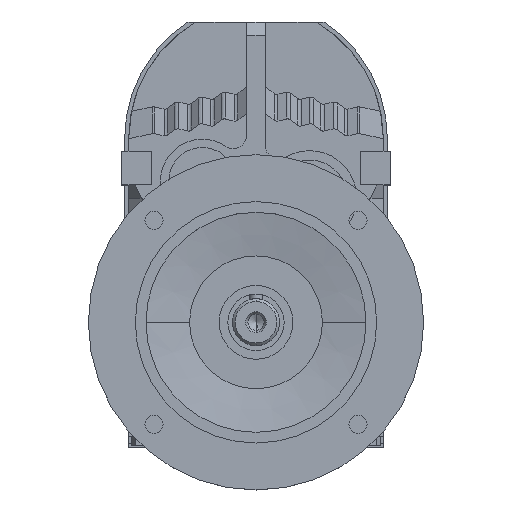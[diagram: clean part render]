
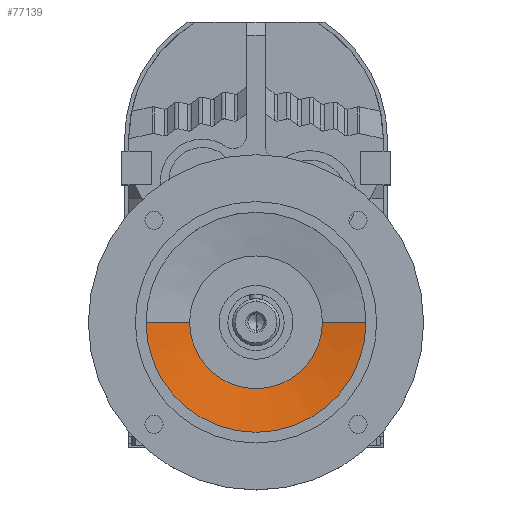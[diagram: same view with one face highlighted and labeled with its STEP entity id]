
A CAD part, top view. The second image highlights one B-rep face of the part: STEP entity #77139.
In plain terms, the highlighted conical face has half-angle 80.395 degrees and reference radius 82 mm.
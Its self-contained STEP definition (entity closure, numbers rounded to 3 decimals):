
#76080 = CYLINDRICAL_SURFACE('',#76081,82.);
#76081 = AXIS2_PLACEMENT_3D('',#76082,#76083,#76084);
#76082 = CARTESIAN_POINT('',(0.,-136.,0.));
#76083 = DIRECTION('',(0.,0.,-1.));
#76084 = DIRECTION('',(-1.,0.,0.));
#76490 = VERTEX_POINT('',#76491);
#76491 = CARTESIAN_POINT('',(-82.,-136.,167.5));
#76510 = EDGE_CURVE('',#76511,#76490,#76513,.T.);
#76511 = VERTEX_POINT('',#76512);
#76512 = CARTESIAN_POINT('',(82.,-136.,167.5));
#76513 = SURFACE_CURVE('',#76514,(#76519,#76525),.PCURVE_S1.);
#76514 = CIRCLE('',#76515,82.);
#76515 = AXIS2_PLACEMENT_3D('',#76516,#76517,#76518);
#76516 = CARTESIAN_POINT('',(0.,-136.,167.5));
#76517 = DIRECTION('',(0.,0.,-1.));
#76518 = DIRECTION('',(-1.,0.,0.));
#76519 = PCURVE('',#76080,#76520);
#76520 = DEFINITIONAL_REPRESENTATION('',(#76521),#76524);
#76521 = B_SPLINE_CURVE_WITH_KNOTS('',1,(#76522,#76523),.UNSPECIFIED.,
  .F.,.F.,(2,2),(3.142,6.283),.PIECEWISE_BEZIER_KNOTS.);
#76522 = CARTESIAN_POINT('',(3.142,-167.5));
#76523 = CARTESIAN_POINT('',(6.283,-167.5));
#76524 = ( GEOMETRIC_REPRESENTATION_CONTEXT(2) 
PARAMETRIC_REPRESENTATION_CONTEXT() REPRESENTATION_CONTEXT('2D SPACE',''
  ) );
#76525 = PCURVE('',#76526,#76531);
#76526 = CONICAL_SURFACE('',#76527,82.,1.403);
#76527 = AXIS2_PLACEMENT_3D('',#76528,#76529,#76530);
#76528 = CARTESIAN_POINT('',(0.,-136.,167.5));
#76529 = DIRECTION('',(0.,0.,1.));
#76530 = DIRECTION('',(1.,0.,0.));
#76531 = DEFINITIONAL_REPRESENTATION('',(#76532),#76558);
#76532 = B_SPLINE_CURVE_WITH_KNOTS('',3,(#76533,#76534,#76535,#76536,
    #76537,#76538,#76539,#76540,#76541,#76542,#76543,#76544,#76545,
    #76546,#76547,#76548,#76549,#76550,#76551,#76552,#76553,#76554,
    #76555,#76556,#76557),.UNSPECIFIED.,.F.,.F.,(4,1,1,1,1,1,1,1,1,1,1,1
    ,1,1,1,1,1,1,1,1,1,1,4),(3.142,3.284,3.427
    ,3.57,3.713,3.856,3.998,
    4.141,4.284,4.427,4.57,
    4.712,4.855,4.998,5.141,
    5.284,5.426,5.569,5.712,
    5.855,5.998,6.14,6.283),
  .QUASI_UNIFORM_KNOTS.);
#76533 = CARTESIAN_POINT('',(6.283,0.));
#76534 = CARTESIAN_POINT('',(6.236,0.));
#76535 = CARTESIAN_POINT('',(6.14,0.));
#76536 = CARTESIAN_POINT('',(5.998,0.));
#76537 = CARTESIAN_POINT('',(5.855,0.));
#76538 = CARTESIAN_POINT('',(5.712,0.));
#76539 = CARTESIAN_POINT('',(5.569,0.));
#76540 = CARTESIAN_POINT('',(5.426,0.));
#76541 = CARTESIAN_POINT('',(5.284,0.));
#76542 = CARTESIAN_POINT('',(5.141,0.));
#76543 = CARTESIAN_POINT('',(4.998,0.));
#76544 = CARTESIAN_POINT('',(4.855,0.));
#76545 = CARTESIAN_POINT('',(4.712,0.));
#76546 = CARTESIAN_POINT('',(4.57,0.));
#76547 = CARTESIAN_POINT('',(4.427,0.));
#76548 = CARTESIAN_POINT('',(4.284,0.));
#76549 = CARTESIAN_POINT('',(4.141,0.));
#76550 = CARTESIAN_POINT('',(3.998,0.));
#76551 = CARTESIAN_POINT('',(3.856,0.));
#76552 = CARTESIAN_POINT('',(3.713,0.));
#76553 = CARTESIAN_POINT('',(3.57,0.));
#76554 = CARTESIAN_POINT('',(3.427,0.));
#76555 = CARTESIAN_POINT('',(3.284,0.));
#76556 = CARTESIAN_POINT('',(3.189,0.));
#76557 = CARTESIAN_POINT('',(3.142,0.));
#76558 = ( GEOMETRIC_REPRESENTATION_CONTEXT(2) 
PARAMETRIC_REPRESENTATION_CONTEXT() REPRESENTATION_CONTEXT('2D SPACE',''
  ) );
#76597 = CONICAL_SURFACE('',#76598,82.,1.403);
#76598 = AXIS2_PLACEMENT_3D('',#76599,#76600,#76601);
#76599 = CARTESIAN_POINT('',(0.,-136.,167.5));
#76600 = DIRECTION('',(0.,0.,1.));
#76601 = DIRECTION('',(1.,0.,0.));
#77139 = ADVANCED_FACE('',(#77140),#76526,.F.);
#77140 = FACE_BOUND('',#77141,.F.);
#77141 = EDGE_LOOP('',(#77142,#77194,#77213,#77214));
#77142 = ORIENTED_EDGE('',*,*,#77143,.F.);
#77143 = EDGE_CURVE('',#77144,#77146,#77148,.T.);
#77144 = VERTEX_POINT('',#77145);
#77145 = CARTESIAN_POINT('',(49.5,-136.,162.));
#77146 = VERTEX_POINT('',#77147);
#77147 = CARTESIAN_POINT('',(-49.5,-136.,162.));
#77148 = SURFACE_CURVE('',#77149,(#77154,#77183),.PCURVE_S1.);
#77149 = CIRCLE('',#77150,49.5);
#77150 = AXIS2_PLACEMENT_3D('',#77151,#77152,#77153);
#77151 = CARTESIAN_POINT('',(0.,-136.,162.));
#77152 = DIRECTION('',(0.,0.,-1.));
#77153 = DIRECTION('',(-1.,0.,0.));
#77154 = PCURVE('',#76526,#77155);
#77155 = DEFINITIONAL_REPRESENTATION('',(#77156),#77182);
#77156 = B_SPLINE_CURVE_WITH_KNOTS('',3,(#77157,#77158,#77159,#77160,
    #77161,#77162,#77163,#77164,#77165,#77166,#77167,#77168,#77169,
    #77170,#77171,#77172,#77173,#77174,#77175,#77176,#77177,#77178,
    #77179,#77180,#77181),.UNSPECIFIED.,.F.,.F.,(4,1,1,1,1,1,1,1,1,1,1,1
    ,1,1,1,1,1,1,1,1,1,1,4),(3.142,3.284,3.427
    ,3.57,3.713,3.856,3.998,
    4.141,4.284,4.427,4.57,
    4.712,4.855,4.998,5.141,
    5.284,5.426,5.569,5.712,
    5.855,5.998,6.14,6.283),
  .QUASI_UNIFORM_KNOTS.);
#77157 = CARTESIAN_POINT('',(6.283,-5.5));
#77158 = CARTESIAN_POINT('',(6.236,-5.5));
#77159 = CARTESIAN_POINT('',(6.14,-5.5));
#77160 = CARTESIAN_POINT('',(5.998,-5.5));
#77161 = CARTESIAN_POINT('',(5.855,-5.5));
#77162 = CARTESIAN_POINT('',(5.712,-5.5));
#77163 = CARTESIAN_POINT('',(5.569,-5.5));
#77164 = CARTESIAN_POINT('',(5.426,-5.5));
#77165 = CARTESIAN_POINT('',(5.284,-5.5));
#77166 = CARTESIAN_POINT('',(5.141,-5.5));
#77167 = CARTESIAN_POINT('',(4.998,-5.5));
#77168 = CARTESIAN_POINT('',(4.855,-5.5));
#77169 = CARTESIAN_POINT('',(4.712,-5.5));
#77170 = CARTESIAN_POINT('',(4.57,-5.5));
#77171 = CARTESIAN_POINT('',(4.427,-5.5));
#77172 = CARTESIAN_POINT('',(4.284,-5.5));
#77173 = CARTESIAN_POINT('',(4.141,-5.5));
#77174 = CARTESIAN_POINT('',(3.998,-5.5));
#77175 = CARTESIAN_POINT('',(3.856,-5.5));
#77176 = CARTESIAN_POINT('',(3.713,-5.5));
#77177 = CARTESIAN_POINT('',(3.57,-5.5));
#77178 = CARTESIAN_POINT('',(3.427,-5.5));
#77179 = CARTESIAN_POINT('',(3.284,-5.5));
#77180 = CARTESIAN_POINT('',(3.189,-5.5));
#77181 = CARTESIAN_POINT('',(3.142,-5.5));
#77182 = ( GEOMETRIC_REPRESENTATION_CONTEXT(2) 
PARAMETRIC_REPRESENTATION_CONTEXT() REPRESENTATION_CONTEXT('2D SPACE',''
  ) );
#77183 = PCURVE('',#77184,#77189);
#77184 = CYLINDRICAL_SURFACE('',#77185,49.5);
#77185 = AXIS2_PLACEMENT_3D('',#77186,#77187,#77188);
#77186 = CARTESIAN_POINT('',(0.,-136.,0.));
#77187 = DIRECTION('',(0.,0.,-1.));
#77188 = DIRECTION('',(-1.,0.,0.));
#77189 = DEFINITIONAL_REPRESENTATION('',(#77190),#77193);
#77190 = B_SPLINE_CURVE_WITH_KNOTS('',1,(#77191,#77192),.UNSPECIFIED.,
  .F.,.F.,(2,2),(3.142,6.283),.PIECEWISE_BEZIER_KNOTS.);
#77191 = CARTESIAN_POINT('',(3.142,-162.));
#77192 = CARTESIAN_POINT('',(6.283,-162.));
#77193 = ( GEOMETRIC_REPRESENTATION_CONTEXT(2) 
PARAMETRIC_REPRESENTATION_CONTEXT() REPRESENTATION_CONTEXT('2D SPACE',''
  ) );
#77194 = ORIENTED_EDGE('',*,*,#77195,.T.);
#77195 = EDGE_CURVE('',#77144,#76511,#77196,.T.);
#77196 = SURFACE_CURVE('',#77197,(#77201,#77207),.PCURVE_S1.);
#77197 = LINE('',#77198,#77199);
#77198 = CARTESIAN_POINT('',(82.,-136.,167.5));
#77199 = VECTOR('',#77200,1.);
#77200 = DIRECTION('',(0.986,0.,0.167));
#77201 = PCURVE('',#76526,#77202);
#77202 = DEFINITIONAL_REPRESENTATION('',(#77203),#77206);
#77203 = B_SPLINE_CURVE_WITH_KNOTS('',1,(#77204,#77205),.UNSPECIFIED.,
  .F.,.F.,(2,2),(-32.962,0.),.PIECEWISE_BEZIER_KNOTS.);
#77204 = CARTESIAN_POINT('',(6.283,-5.5));
#77205 = CARTESIAN_POINT('',(6.283,0.));
#77206 = ( GEOMETRIC_REPRESENTATION_CONTEXT(2) 
PARAMETRIC_REPRESENTATION_CONTEXT() REPRESENTATION_CONTEXT('2D SPACE',''
  ) );
#77207 = PCURVE('',#76597,#77208);
#77208 = DEFINITIONAL_REPRESENTATION('',(#77209),#77212);
#77209 = B_SPLINE_CURVE_WITH_KNOTS('',1,(#77210,#77211),.UNSPECIFIED.,
  .F.,.F.,(2,2),(-32.962,0.),.PIECEWISE_BEZIER_KNOTS.);
#77210 = CARTESIAN_POINT('',(0.,-5.5));
#77211 = CARTESIAN_POINT('',(0.,0.));
#77212 = ( GEOMETRIC_REPRESENTATION_CONTEXT(2) 
PARAMETRIC_REPRESENTATION_CONTEXT() REPRESENTATION_CONTEXT('2D SPACE',''
  ) );
#77213 = ORIENTED_EDGE('',*,*,#76510,.T.);
#77214 = ORIENTED_EDGE('',*,*,#77215,.F.);
#77215 = EDGE_CURVE('',#77146,#76490,#77216,.T.);
#77216 = SURFACE_CURVE('',#77217,(#77221,#77227),.PCURVE_S1.);
#77217 = LINE('',#77218,#77219);
#77218 = CARTESIAN_POINT('',(-82.,-136.,167.5));
#77219 = VECTOR('',#77220,1.);
#77220 = DIRECTION('',(-0.986,0.,
    0.167));
#77221 = PCURVE('',#76526,#77222);
#77222 = DEFINITIONAL_REPRESENTATION('',(#77223),#77226);
#77223 = B_SPLINE_CURVE_WITH_KNOTS('',1,(#77224,#77225),.UNSPECIFIED.,
  .F.,.F.,(2,2),(-32.962,0.),.PIECEWISE_BEZIER_KNOTS.);
#77224 = CARTESIAN_POINT('',(3.142,-5.5));
#77225 = CARTESIAN_POINT('',(3.142,0.));
#77226 = ( GEOMETRIC_REPRESENTATION_CONTEXT(2) 
PARAMETRIC_REPRESENTATION_CONTEXT() REPRESENTATION_CONTEXT('2D SPACE',''
  ) );
#77227 = PCURVE('',#76597,#77228);
#77228 = DEFINITIONAL_REPRESENTATION('',(#77229),#77232);
#77229 = B_SPLINE_CURVE_WITH_KNOTS('',1,(#77230,#77231),.UNSPECIFIED.,
  .F.,.F.,(2,2),(-32.962,0.),.PIECEWISE_BEZIER_KNOTS.);
#77230 = CARTESIAN_POINT('',(3.142,-5.5));
#77231 = CARTESIAN_POINT('',(3.142,0.));
#77232 = ( GEOMETRIC_REPRESENTATION_CONTEXT(2) 
PARAMETRIC_REPRESENTATION_CONTEXT() REPRESENTATION_CONTEXT('2D SPACE',''
  ) );
